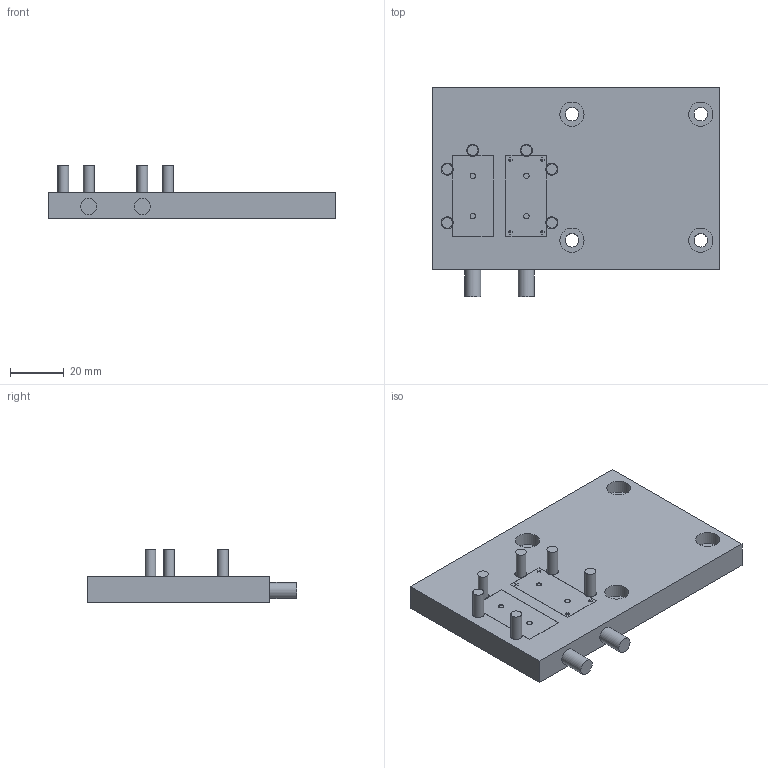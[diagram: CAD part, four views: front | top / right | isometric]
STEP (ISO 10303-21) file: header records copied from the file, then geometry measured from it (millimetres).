
FILE_DESCRIPTION(/* description */ (''),/* implementation_level */ '2;1');
FILE_NAME(/* name */ 'basetta_lines.stp',/* time_stamp */ '2014-02-14T10:24:14+01:00',/* author */ (''),/* organization */ (''),/* preprocessor_version */ 'ST-DEVELOPER v15',/* originating_system */ 'SIEMENS PLM Software NX 8.5',/* authorisation */ '');
FILE_SCHEMA (('AP203_CONFIGURATION_CONTROLLED_3D_DESIGN_OF_MECHANICAL_PARTS_AND_ASSEMBLIES_MIM_LF { 1 0 10303 403 2 1 2}'));
Length unit declared in the file: millimetre
Products named in the file (1): bmas1BA05639xofq
Bounding box: 107 x 78 x 19.8 mm (x, y, z)
Volume: 70960.7 mm3; surface area: 23300.2 mm2
Topology: 9 solids, 9 shells, 134 faces, 590 edges, 795 vertices
Faces by surface type: plane 98, cylinder 26, cone 10
Full cylindrical faces by diameter (mm): 1.5 x4, 4 x12, 5 x4, 6 x2, 9 x4
Entity records: 5110 total; most frequent: CARTESIAN_POINT 992, DIRECTION 953, ORIENTED_EDGE 484, LINE 359, VECTOR 359, AXIS2_PLACEMENT_3D 297, TRIMMED_CURVE 279, EDGE_CURVE 242
